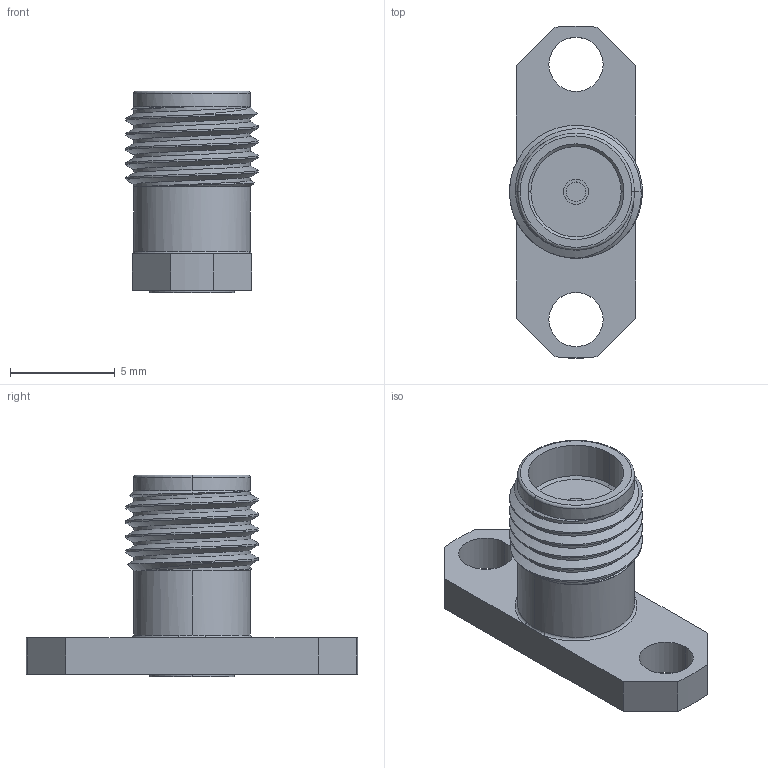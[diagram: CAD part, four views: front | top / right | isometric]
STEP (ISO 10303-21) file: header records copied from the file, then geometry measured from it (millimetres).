
FILE_DESCRIPTION (( 'STEP AP203' ), '1' );
FILE_NAME ('PE45217.step', '2019-04-17T22:54:11', ( '' ), ( '' ), 'SwSTEP 2.0', 'SolidWorks 2018', '' );
FILE_SCHEMA (( 'CONFIG_CONTROL_DESIGN' ));
Length unit declared in the file: inch
Products named in the file (1): PE45217
Bounding box: 6.35 x 15.86 x 9.65 mm (x, y, z)
Volume: 293.4 mm3; surface area: 474.6 mm2
Topology: 1 solids, 1 shells, 76 faces, 178 edges, 113 vertices
Faces by surface type: cylinder 38, plane 19, cone 10, bspline 5, torus 4
Entity records: 3381 total; most frequent: CARTESIAN_POINT 1612, ORIENTED_EDGE 356, DIRECTION 349, EDGE_CURVE 178, AXIS2_PLACEMENT_3D 141, VERTEX_POINT 113, EDGE_LOOP 89, FACE_OUTER_BOUND 76
